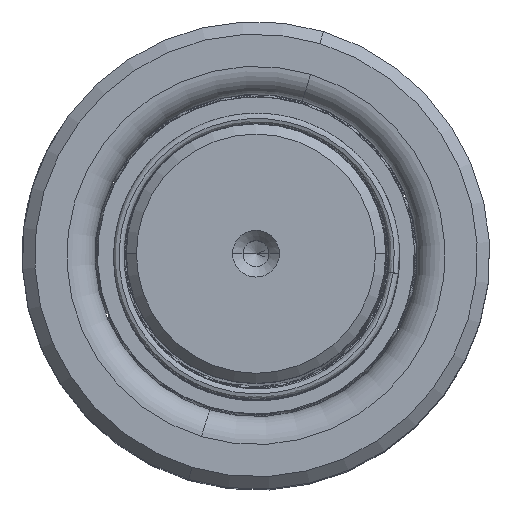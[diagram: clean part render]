
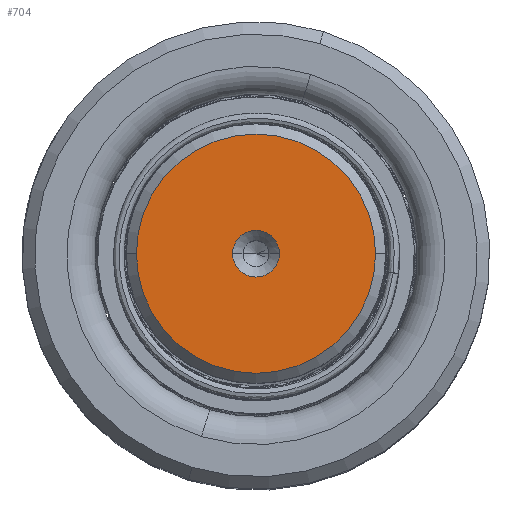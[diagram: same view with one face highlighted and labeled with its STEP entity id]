
A CAD part, top view. The second image highlights one B-rep face of the part: STEP entity #704.
In plain terms, the highlighted planar face has unit normal (0, 0, 1).
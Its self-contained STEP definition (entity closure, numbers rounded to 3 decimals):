
#704 = ADVANCED_FACE ( 'NONE', ( #35592, #10822 ), #45201, .T. ) ;
#782 = ORIENTED_EDGE ( 'NONE', *, *, #48446, .T. ) ;
#844 = DIRECTION ( 'NONE',  ( 1., 0., 0. ) ) ;
#2141 = ORIENTED_EDGE ( 'NONE', *, *, #49401, .F. ) ;
#3770 = AXIS2_PLACEMENT_3D ( 'NONE', #43800, #4496, #844 ) ;
#4496 = DIRECTION ( 'NONE',  ( 0., 0., 1. ) ) ;
#5158 = VERTEX_POINT ( 'NONE', #29168 ) ;
#5561 = CARTESIAN_POINT ( 'NONE',  ( -2.25, 0., 160. ) ) ;
#8863 = DIRECTION ( 'NONE',  ( 0., 0., 1. ) ) ;
#10080 = AXIS2_PLACEMENT_3D ( 'NONE', #50303, #25984, #22380 ) ;
#10822 = FACE_OUTER_BOUND ( 'NONE', #44004, .T. ) ;
#14046 = CIRCLE ( 'NONE', #31628, 2.25 ) ;
#17937 = DIRECTION ( 'NONE',  ( 1., 0., 0. ) ) ;
#18313 = DIRECTION ( 'NONE',  ( 1., 0., 0. ) ) ;
#19166 = CARTESIAN_POINT ( 'NONE',  ( -11.509, 0., 160. ) ) ;
#22206 = VERTEX_POINT ( 'NONE', #19166 ) ;
#22380 = DIRECTION ( 'NONE',  ( 1., 0., 0. ) ) ;
#22626 = CARTESIAN_POINT ( 'NONE',  ( 0., 0., 160. ) ) ;
#23400 = EDGE_CURVE ( 'NONE', #5158, #22206, #41370, .T. ) ;
#25984 = DIRECTION ( 'NONE',  ( 0., 0., 1. ) ) ;
#26814 = AXIS2_PLACEMENT_3D ( 'NONE', #22626, #46196, #17937 ) ;
#27080 = AXIS2_PLACEMENT_3D ( 'NONE', #28368, #8863, #44712 ) ;
#28368 = CARTESIAN_POINT ( 'NONE',  ( 0., 0., 160. ) ) ;
#29168 = CARTESIAN_POINT ( 'NONE',  ( 11.509, 0., 160. ) ) ;
#29787 = ORIENTED_EDGE ( 'NONE', *, *, #23400, .T. ) ;
#30445 = DIRECTION ( 'NONE',  ( 0., 0., 1. ) ) ;
#31628 = AXIS2_PLACEMENT_3D ( 'NONE', #42580, #30445, #18313 ) ;
#35592 = FACE_BOUND ( 'NONE', #41742, .T. ) ;
#38503 = ORIENTED_EDGE ( 'NONE', *, *, #47524, .F. ) ;
#39494 = VERTEX_POINT ( 'NONE', #47731 ) ;
#39989 = VERTEX_POINT ( 'NONE', #5561 ) ;
#41370 = CIRCLE ( 'NONE', #27080, 11.509 ) ;
#41742 = EDGE_LOOP ( 'NONE', ( #38503, #2141 ) ) ;
#41940 = CIRCLE ( 'NONE', #10080, 11.509 ) ;
#42580 = CARTESIAN_POINT ( 'NONE',  ( 0., 0., 160. ) ) ;
#43800 = CARTESIAN_POINT ( 'NONE',  ( 0., 0., 160. ) ) ;
#44004 = EDGE_LOOP ( 'NONE', ( #782, #29787 ) ) ;
#44712 = DIRECTION ( 'NONE',  ( 1., 0., 0. ) ) ;
#45201 = PLANE ( 'NONE',  #26814 ) ;
#46196 = DIRECTION ( 'NONE',  ( 0., 0., 1. ) ) ;
#47524 = EDGE_CURVE ( 'NONE', #39494, #39989, #50660, .T. ) ;
#47731 = CARTESIAN_POINT ( 'NONE',  ( 2.25, 0., 160. ) ) ;
#48446 = EDGE_CURVE ( 'NONE', #22206, #5158, #41940, .T. ) ;
#49401 = EDGE_CURVE ( 'NONE', #39989, #39494, #14046, .T. ) ;
#50303 = CARTESIAN_POINT ( 'NONE',  ( 0., 0., 160. ) ) ;
#50660 = CIRCLE ( 'NONE', #3770, 2.25 ) ;
